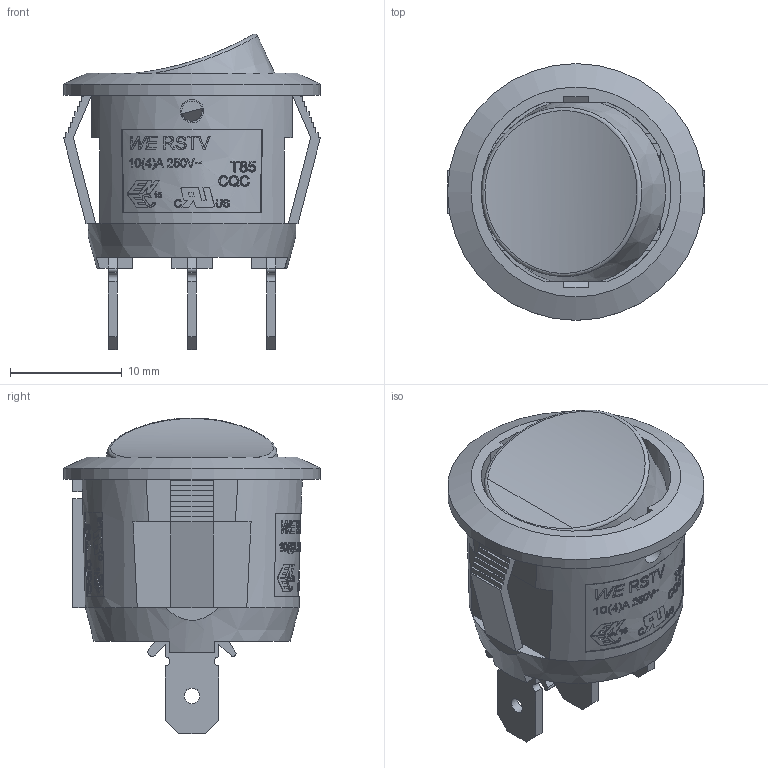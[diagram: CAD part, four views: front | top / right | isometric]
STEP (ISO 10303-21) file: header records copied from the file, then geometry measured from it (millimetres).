
FILE_DESCRIPTION(/* description */ ('Unknown'),/* implementation_level */ '2;1');
FILE_NAME(/* name */ '471NS04268540',/* time_stamp */ '2020-09-24T08:26:32+02:00',/* author */ ('Unknown'),/* organization */ ('Unknown'),/* preprocessor_version */ 'ST-DEVELOPER v16.7',/* originating_system */ 'DEX',/* authorisation */ $);
FILE_SCHEMA (('AUTOMOTIVE_DESIGN {1 0 10303 214 3 1 1}'));
Length unit declared in the file: millimetre
Products named in the file (3): 471NS03268540; Frame; Actuator_1
Assembly tree (2 placements, depth 2):
  471NS03268540
    Frame
    Actuator_1
Bounding box: 23 x 23 x 28.3 mm (x, y, z)
Volume: 2536.1 mm3; surface area: 4557.7 mm2
Topology: 5 solids, 5 shells, 848 faces, 2226 edges, 1477 vertices
Faces by surface type: plane 321, bspline 317, cone 185, cylinder 25
Full cylindrical faces by diameter (mm): 1.4 x3, 1.8 x2, 2.1 x2, 23 x1
Entity records: 36562 total; most frequent: CARTESIAN_POINT 17749, ORIENTED_EDGE 4388, DIRECTION 2737, EDGE_CURVE 2194, VERTEX_POINT 1471, LINE 1039, VECTOR 1039, EDGE_LOOP 981
